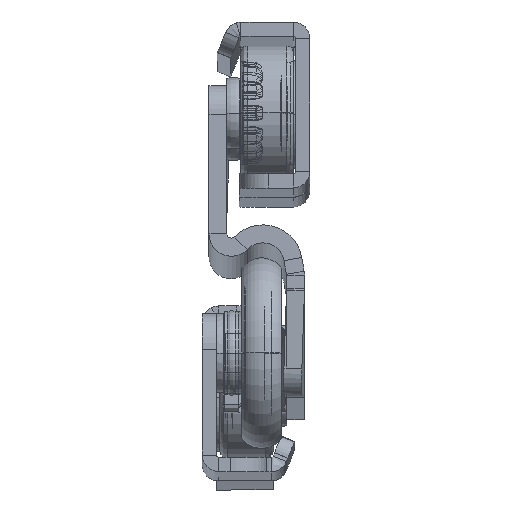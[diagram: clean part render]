
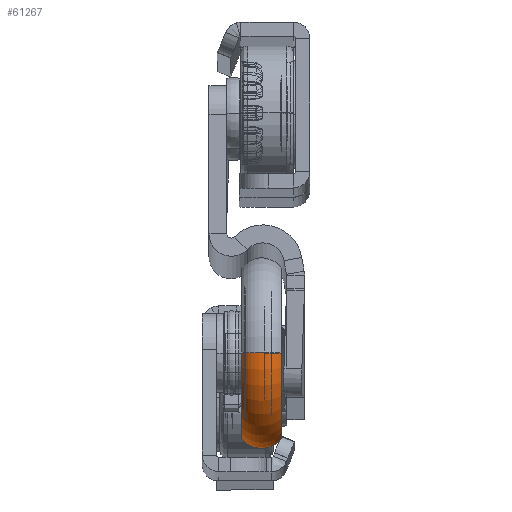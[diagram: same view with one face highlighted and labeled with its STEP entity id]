
A CAD part, top view. The second image highlights one B-rep face of the part: STEP entity #61267.
In plain terms, the highlighted toroidal (fillet/blend) face has major radius 9.75 mm and minor radius 3.5 mm.
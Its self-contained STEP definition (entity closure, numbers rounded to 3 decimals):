
#982 = CARTESIAN_POINT ( 'NONE',  ( -5.15, 0., 9.75 ) ) ;
#1654 = CARTESIAN_POINT ( 'NONE',  ( -5.15, 0., -9.75 ) ) ;
#2660 = DIRECTION ( 'NONE',  ( 0., 0., 1. ) ) ;
#2786 = CIRCLE ( 'NONE', #38937, 3.5 ) ;
#5607 = DIRECTION ( 'NONE',  ( 0., -1., 0. ) ) ;
#6716 = VERTEX_POINT ( 'NONE', #56334 ) ;
#8616 = CARTESIAN_POINT ( 'NONE',  ( -2.4, 0., 0. ) ) ;
#12340 = EDGE_CURVE ( 'NONE', #6716, #47024, #22745, .T. ) ;
#12605 = DIRECTION ( 'NONE',  ( -1., 0., 0. ) ) ;
#14637 = CIRCLE ( 'NONE', #19095, 3.5 ) ;
#14953 = CARTESIAN_POINT ( 'NONE',  ( -5.15, 0., 0. ) ) ;
#19095 = AXIS2_PLACEMENT_3D ( 'NONE', #982, #5607, #38166 ) ;
#19545 = DIRECTION ( 'NONE',  ( 0., 0., 1. ) ) ;
#20074 = CIRCLE ( 'NONE', #65019, 11.915 ) ;
#22745 = CIRCLE ( 'NONE', #64278, 11.915 ) ;
#23070 = ORIENTED_EDGE ( 'NONE', *, *, #33269, .T. ) ;
#23502 = CARTESIAN_POINT ( 'NONE',  ( -7.9, 0., 0. ) ) ;
#30105 = EDGE_LOOP ( 'NONE', ( #51353, #58909, #23070, #54066 ) ) ;
#30187 = DIRECTION ( 'NONE',  ( -1., 0., 0. ) ) ;
#30731 = CARTESIAN_POINT ( 'NONE',  ( -2.4, 0., 11.915 ) ) ;
#31255 = EDGE_CURVE ( 'NONE', #40984, #69474, #20074, .T. ) ;
#33047 = CARTESIAN_POINT ( 'NONE',  ( -7.9, 0., 11.915 ) ) ;
#33269 = EDGE_CURVE ( 'NONE', #47024, #69474, #14637, .T. ) ;
#38166 = DIRECTION ( 'NONE',  ( 0., 0., -1. ) ) ;
#38937 = AXIS2_PLACEMENT_3D ( 'NONE', #1654, #44771, #39509 ) ;
#39509 = DIRECTION ( 'NONE',  ( 0., 0., 1. ) ) ;
#40984 = VERTEX_POINT ( 'NONE', #65059 ) ;
#44530 = EDGE_CURVE ( 'NONE', #6716, #40984, #2786, .T. ) ;
#44771 = DIRECTION ( 'NONE',  ( 0., 1., 0. ) ) ;
#47024 = VERTEX_POINT ( 'NONE', #30731 ) ;
#47412 = FACE_OUTER_BOUND ( 'NONE', #30105, .T. ) ;
#51353 = ORIENTED_EDGE ( 'NONE', *, *, #44530, .F. ) ;
#51715 = DIRECTION ( 'NONE',  ( 0., 0., 1. ) ) ;
#54066 = ORIENTED_EDGE ( 'NONE', *, *, #31255, .F. ) ;
#55133 = TOROIDAL_SURFACE ( 'NONE', #67501, 9.75, 3.5 ) ;
#56334 = CARTESIAN_POINT ( 'NONE',  ( -2.4, 0., -11.915 ) ) ;
#58909 = ORIENTED_EDGE ( 'NONE', *, *, #12340, .T. ) ;
#61267 = ADVANCED_FACE ( 'NONE', ( #47412 ), #55133, .T. ) ;
#64278 = AXIS2_PLACEMENT_3D ( 'NONE', #8616, #30187, #51715 ) ;
#65019 = AXIS2_PLACEMENT_3D ( 'NONE', #23502, #12605, #2660 ) ;
#65059 = CARTESIAN_POINT ( 'NONE',  ( -7.9, 0., -11.915 ) ) ;
#67501 = AXIS2_PLACEMENT_3D ( 'NONE', #14953, #68862, #19545 ) ;
#68862 = DIRECTION ( 'NONE',  ( -1., 0., 0. ) ) ;
#69474 = VERTEX_POINT ( 'NONE', #33047 ) ;
